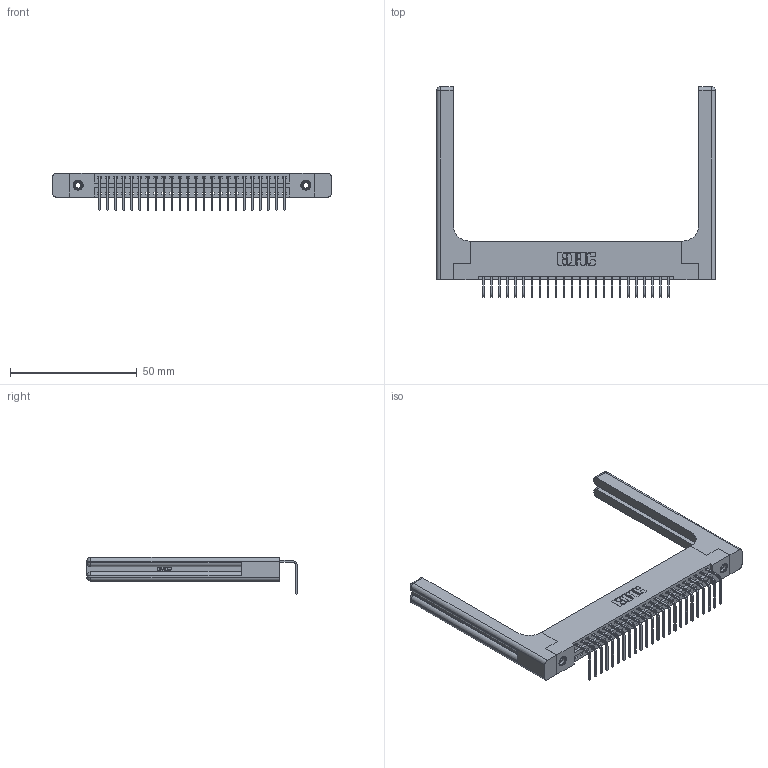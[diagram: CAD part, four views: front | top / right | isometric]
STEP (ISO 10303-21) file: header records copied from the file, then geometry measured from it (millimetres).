
FILE_DESCRIPTION (( 'STEP AP203' ), '1' );
FILE_NAME ('396-024-558-158.STEP', '2019-11-01T06:27:04', ( '' ), ( '' ), 'SwSTEP 2.0', 'SolidWorks 2016', '' );
FILE_SCHEMA (( 'CONFIG_CONTROL_DESIGN' ));
Length unit declared in the file: inch
Products named in the file (5): 346-220-058_345-220-058; 396-024-558-158; 346 Part_Flush Mounting Lugs - 0.156 Dia-TH; 345-292-001_558 Tail - 2; 345-250-001_345-250-001-102
Assembly tree (29 placements, depth 2):
  396-024-558-158
    346 Part_Flush Mounting Lugs - 0.156 Dia-TH
    345-292-001_558 Tail - 2  x24
    345-250-001_345-250-001-102  x2
    346-220-058_345-220-058  x2
Bounding box: 110.26 x 83.12 x 14.73 mm (x, y, z)
Volume: 18028.8 mm3; surface area: 18589 mm2
Topology: 29 solids, 29 shells, 1818 faces, 5363 edges, 3522 vertices
Faces by surface type: plane 1232, cylinder 526, bspline 36, cone 12, sphere 8, torus 4
Entity records: 22584 total; most frequent: CARTESIAN_POINT 4857, ORIENTED_EDGE 3612, DIRECTION 3238, EDGE_CURVE 1806, VECTOR 1486, LINE 1486, VERTEX_POINT 1194, AXIS2_PLACEMENT_3D 876
